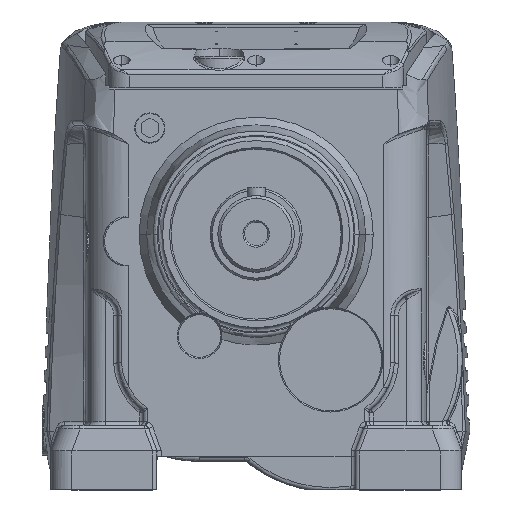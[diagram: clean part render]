
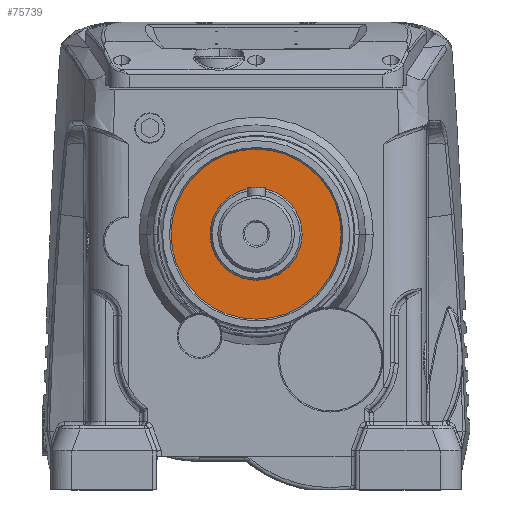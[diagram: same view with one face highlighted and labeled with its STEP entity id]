
A CAD part, top view. The second image highlights one B-rep face of the part: STEP entity #75739.
In plain terms, the highlighted planar face has unit normal (0, 0, 1).
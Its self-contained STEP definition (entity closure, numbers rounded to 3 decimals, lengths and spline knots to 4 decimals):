
#3309 = CARTESIAN_POINT ( 'NONE',  ( -4.6942, 2.3417, 4.2818 ) ) ;
#5321 = AXIS2_PLACEMENT_3D ( 'NONE', #10249, #58471, #17307 ) ;
#5745 = CARTESIAN_POINT ( 'NONE',  ( -2.332, 2.3417, 4.2818 ) ) ;
#8077 = CARTESIAN_POINT ( 'NONE',  ( -2.332, 2.3417, 4.2818 ) ) ;
#10249 = CARTESIAN_POINT ( 'NONE',  ( -2.332, 2.3417, 4.2818 ) ) ;
#11931 = CARTESIAN_POINT ( 'NONE',  ( -2.332, -3.9575, 4.2818 ) ) ;
#12812 = DIRECTION ( 'NONE',  ( 0., 1., 0. ) ) ;
#15147 = ORIENTED_EDGE ( 'NONE', *, *, #47450, .T. ) ;
#15175 = DIRECTION ( 'NONE',  ( 1., 0., 0. ) ) ;
#15897 = EDGE_LOOP ( 'NONE', ( #66858, #58214 ) ) ;
#16268 = CARTESIAN_POINT ( 'NONE',  ( -2.332, 1.0621, 4.2818 ) ) ;
#17307 = DIRECTION ( 'NONE',  ( 1., 0., 0. ) ) ;
#17864 = CIRCLE ( 'NONE', #21911, 1.2795 ) ;
#20117 = VERTEX_POINT ( 'NONE', #54329 ) ;
#21911 = AXIS2_PLACEMENT_3D ( 'NONE', #36203, #84298, #43088 ) ;
#24999 = AXIS2_PLACEMENT_3D ( 'NONE', #5745, #54142, #12812 ) ;
#29292 = CIRCLE ( 'NONE', #24999, 1.2795 ) ;
#32158 = FACE_BOUND ( 'NONE', #52610, .T. ) ;
#36203 = CARTESIAN_POINT ( 'NONE',  ( -2.332, 2.3417, 4.2818 ) ) ;
#43088 = DIRECTION ( 'NONE',  ( 0., 1., 0. ) ) ;
#46208 = ORIENTED_EDGE ( 'NONE', *, *, #78679, .T. ) ;
#46742 = DIRECTION ( 'NONE',  ( 1., 0., 0. ) ) ;
#47450 = EDGE_CURVE ( 'NONE', #60324, #20117, #29292, .T. ) ;
#48986 = AXIS2_PLACEMENT_3D ( 'NONE', #11931, #88012, #46742 ) ;
#50043 = EDGE_CURVE ( 'NONE', #63579, #62400, #88416, .T. ) ;
#52610 = EDGE_LOOP ( 'NONE', ( #46208, #15147 ) ) ;
#54142 = DIRECTION ( 'NONE',  ( 0., 0., -1. ) ) ;
#54329 = CARTESIAN_POINT ( 'NONE',  ( -2.332, 3.6212, 4.2818 ) ) ;
#54358 = EDGE_CURVE ( 'NONE', #62400, #63579, #55540, .T. ) ;
#55540 = CIRCLE ( 'NONE', #5321, 2.3622 ) ;
#56381 = DIRECTION ( 'NONE',  ( 0., 0., -1. ) ) ;
#58214 = ORIENTED_EDGE ( 'NONE', *, *, #50043, .F. ) ;
#58471 = DIRECTION ( 'NONE',  ( 0., 0., -1. ) ) ;
#60324 = VERTEX_POINT ( 'NONE', #16268 ) ;
#62358 = AXIS2_PLACEMENT_3D ( 'NONE', #8077, #56381, #15175 ) ;
#62400 = VERTEX_POINT ( 'NONE', #71672 ) ;
#63579 = VERTEX_POINT ( 'NONE', #3309 ) ;
#66858 = ORIENTED_EDGE ( 'NONE', *, *, #54358, .F. ) ;
#68453 = FACE_OUTER_BOUND ( 'NONE', #15897, .T. ) ;
#71672 = CARTESIAN_POINT ( 'NONE',  ( 0.0302, 2.3417, 4.2818 ) ) ;
#73901 = PLANE ( 'NONE',  #48986 ) ;
#75739 = ADVANCED_FACE ( 'NONE', ( #68453, #32158 ), #73901, .T. ) ;
#78679 = EDGE_CURVE ( 'NONE', #20117, #60324, #17864, .T. ) ;
#84298 = DIRECTION ( 'NONE',  ( 0., 0., -1. ) ) ;
#88012 = DIRECTION ( 'NONE',  ( 0., 0., 1. ) ) ;
#88416 = CIRCLE ( 'NONE', #62358, 2.3622 ) ;
